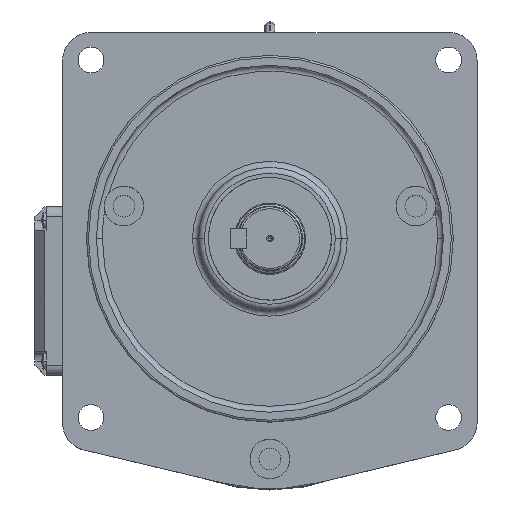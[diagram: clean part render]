
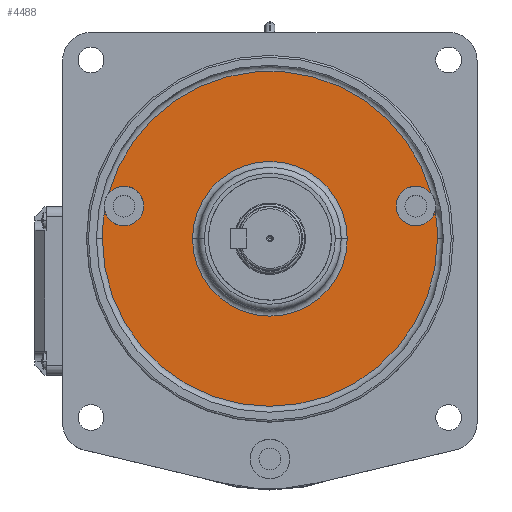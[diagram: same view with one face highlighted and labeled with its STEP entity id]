
A CAD part, top view. The second image highlights one B-rep face of the part: STEP entity #4488.
In plain terms, the highlighted face is planar.
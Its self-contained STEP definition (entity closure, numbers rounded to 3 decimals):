
#283 = VERTEX_POINT ( 'NONE', #15250 ) ;
#284 = EDGE_CURVE ( 'NONE', #285, #283, #13819, .T. ) ;
#285 = VERTEX_POINT ( 'NONE', #15168 ) ;
#1631 = AXIS2_PLACEMENT_3D ( 'NONE', #1641, #1644, #1643 ) ;
#1636 = CIRCLE ( 'NONE', #1631, 39. ) ;
#1641 = CARTESIAN_POINT ( 'NONE',  ( 0., 26., -91. ) ) ;
#1643 = DIRECTION ( 'NONE',  ( 1., 0., 0. ) ) ;
#1644 = DIRECTION ( 'NONE',  ( 0., 0., 1. ) ) ;
#1944 = CARTESIAN_POINT ( 'NONE',  ( -39., 26., -91. ) ) ;
#1951 = CARTESIAN_POINT ( 'NONE',  ( 39., 26., -91. ) ) ;
#4353 = EDGE_LOOP ( 'NONE', ( #4357, #4489, #4724, #4883, #4727, #4891, #4894, #4726 ) ) ;
#4357 = ORIENTED_EDGE ( 'NONE', *, *, #47066, .F. ) ;
#4488 = ADVANCED_FACE ( 'NONE', ( #27677, #27708 ), #27667, .T. ) ;
#4489 = ORIENTED_EDGE ( 'NONE', *, *, #4622, .F. ) ;
#4622 = EDGE_CURVE ( 'NONE', #283, #46705, #27704, .T. ) ;
#4624 = EDGE_CURVE ( 'NONE', #47661, #285, #27670, .T. ) ;
#4625 = EDGE_CURVE ( 'NONE', #4725, #47846, #27799, .T. ) ;
#4645 = ORIENTED_EDGE ( 'NONE', *, *, #12299, .T. ) ;
#4694 = EDGE_LOOP ( 'NONE', ( #4896, #4645 ) ) ;
#4724 = ORIENTED_EDGE ( 'NONE', *, *, #284, .F. ) ;
#4725 = VERTEX_POINT ( 'NONE', #27895 ) ;
#4726 = ORIENTED_EDGE ( 'NONE', *, *, #4895, .F. ) ;
#4727 = ORIENTED_EDGE ( 'NONE', *, *, #47842, .F. ) ;
#4883 = ORIENTED_EDGE ( 'NONE', *, *, #4624, .F. ) ;
#4884 = VERTEX_POINT ( 'NONE', #32643 ) ;
#4891 = ORIENTED_EDGE ( 'NONE', *, *, #4625, .F. ) ;
#4892 = EDGE_CURVE ( 'NONE', #4884, #4725, #32647, .T. ) ;
#4894 = ORIENTED_EDGE ( 'NONE', *, *, #4892, .F. ) ;
#4895 = EDGE_CURVE ( 'NONE', #47065, #4884, #32559, .T. ) ;
#4896 = ORIENTED_EDGE ( 'NONE', *, *, #4919, .T. ) ;
#4919 = EDGE_CURVE ( 'NONE', #12296, #12301, #30420, .T. ) ;
#12296 = VERTEX_POINT ( 'NONE', #1951 ) ;
#12299 = EDGE_CURVE ( 'NONE', #12301, #12296, #1636, .T. ) ;
#12301 = VERTEX_POINT ( 'NONE', #1944 ) ;
#13504 = DIRECTION ( 'NONE',  ( 0., 0., 1. ) ) ;
#13815 = CARTESIAN_POINT ( 'NONE',  ( 0., 26., -91. ) ) ;
#13817 = AXIS2_PLACEMENT_3D ( 'NONE', #13815, #13504, #13984 ) ;
#13819 = CIRCLE ( 'NONE', #13817, 84.5 ) ;
#13984 = DIRECTION ( 'NONE',  ( 1., 0., 0. ) ) ;
#15168 = CARTESIAN_POINT ( 'NONE',  ( -84.5, 26., -91. ) ) ;
#15250 = CARTESIAN_POINT ( 'NONE',  ( 84.5, 26., -91. ) ) ;
#27660 = DIRECTION ( 'NONE',  ( 0., 0., -1. ) ) ;
#27664 = DIRECTION ( 'NONE',  ( -1., 0., 0. ) ) ;
#27667 = PLANE ( 'NONE',  #27716 ) ;
#27670 = CIRCLE ( 'NONE', #27736, 84.5 ) ;
#27677 = FACE_OUTER_BOUND ( 'NONE', #4353, .T. ) ;
#27695 = AXIS2_PLACEMENT_3D ( 'NONE', #27703, #27745, #27744 ) ;
#27703 = CARTESIAN_POINT ( 'NONE',  ( 0., 26., -91. ) ) ;
#27704 = CIRCLE ( 'NONE', #27695, 84.5 ) ;
#27708 = FACE_BOUND ( 'NONE', #4694, .T. ) ;
#27709 = CARTESIAN_POINT ( 'NONE',  ( 0., 26., -91. ) ) ;
#27716 = AXIS2_PLACEMENT_3D ( 'NONE', #27728, #27660, #27664 ) ;
#27728 = CARTESIAN_POINT ( 'NONE',  ( 0., 110.5, -91. ) ) ;
#27734 = DIRECTION ( 'NONE',  ( 1., 0., 0. ) ) ;
#27735 = DIRECTION ( 'NONE',  ( 0., 0., 1. ) ) ;
#27736 = AXIS2_PLACEMENT_3D ( 'NONE', #27709, #27735, #27734 ) ;
#27744 = DIRECTION ( 'NONE',  ( 1., 0., 0. ) ) ;
#27745 = DIRECTION ( 'NONE',  ( 0., 0., 1. ) ) ;
#27763 = CARTESIAN_POINT ( 'NONE',  ( -73.612, 42.5, -91. ) ) ;
#27770 = DIRECTION ( 'NONE',  ( 0., 0., -1. ) ) ;
#27795 = AXIS2_PLACEMENT_3D ( 'NONE', #27763, #27770, #27797 ) ;
#27797 = DIRECTION ( 'NONE',  ( -1., 0., 0. ) ) ;
#27799 = CIRCLE ( 'NONE', #27795, 10. ) ;
#27895 = CARTESIAN_POINT ( 'NONE',  ( -81.359, 48.823, -91. ) ) ;
#30410 = DIRECTION ( 'NONE',  ( 1., 0., 0. ) ) ;
#30411 = DIRECTION ( 'NONE',  ( 0., 0., 1. ) ) ;
#30418 = AXIS2_PLACEMENT_3D ( 'NONE', #30423, #30411, #30410 ) ;
#30420 = CIRCLE ( 'NONE', #30418, 39. ) ;
#30423 = CARTESIAN_POINT ( 'NONE',  ( 0., 26., -91. ) ) ;
#32559 = CIRCLE ( 'NONE', #32684, 10. ) ;
#32609 = DIRECTION ( 'NONE',  ( 1., 0., 0. ) ) ;
#32610 = DIRECTION ( 'NONE',  ( 0., 0., 1. ) ) ;
#32611 = CARTESIAN_POINT ( 'NONE',  ( 0., 26., -91. ) ) ;
#32643 = CARTESIAN_POINT ( 'NONE',  ( 81.359, 48.823, -91. ) ) ;
#32647 = CIRCLE ( 'NONE', #32658, 84.5 ) ;
#32658 = AXIS2_PLACEMENT_3D ( 'NONE', #32611, #32610, #32609 ) ;
#32681 = DIRECTION ( 'NONE',  ( -1., 0., 0. ) ) ;
#32682 = DIRECTION ( 'NONE',  ( 0., 0., -1. ) ) ;
#32683 = CARTESIAN_POINT ( 'NONE',  ( 73.612, 42.5, -91. ) ) ;
#32684 = AXIS2_PLACEMENT_3D ( 'NONE', #32683, #32682, #32681 ) ;
#46705 = VERTEX_POINT ( 'NONE', #51944 ) ;
#47065 = VERTEX_POINT ( 'NONE', #52731 ) ;
#47066 = EDGE_CURVE ( 'NONE', #46705, #47065, #52732, .T. ) ;
#47661 = VERTEX_POINT ( 'NONE', #53154 ) ;
#47842 = EDGE_CURVE ( 'NONE', #47846, #47661, #53883, .T. ) ;
#47846 = VERTEX_POINT ( 'NONE', #53963 ) ;
#51944 = CARTESIAN_POINT ( 'NONE',  ( 83.317, 40.089, -91. ) ) ;
#52586 = CARTESIAN_POINT ( 'NONE',  ( 73.612, 42.5, -91. ) ) ;
#52716 = DIRECTION ( 'NONE',  ( -1., 0., 0. ) ) ;
#52717 = DIRECTION ( 'NONE',  ( 0., 0., -1. ) ) ;
#52718 = AXIS2_PLACEMENT_3D ( 'NONE', #52586, #52717, #52716 ) ;
#52731 = CARTESIAN_POINT ( 'NONE',  ( 63.612, 42.5, -91. ) ) ;
#52732 = CIRCLE ( 'NONE', #52718, 10. ) ;
#53154 = CARTESIAN_POINT ( 'NONE',  ( -83.317, 40.089, -91. ) ) ;
#53883 = CIRCLE ( 'NONE', #53958, 10. ) ;
#53952 = DIRECTION ( 'NONE',  ( -1., 0., 0. ) ) ;
#53954 = DIRECTION ( 'NONE',  ( 0., 0., -1. ) ) ;
#53956 = CARTESIAN_POINT ( 'NONE',  ( -73.612, 42.5, -91. ) ) ;
#53958 = AXIS2_PLACEMENT_3D ( 'NONE', #53956, #53954, #53952 ) ;
#53963 = CARTESIAN_POINT ( 'NONE',  ( -63.612, 42.5, -91. ) ) ;
